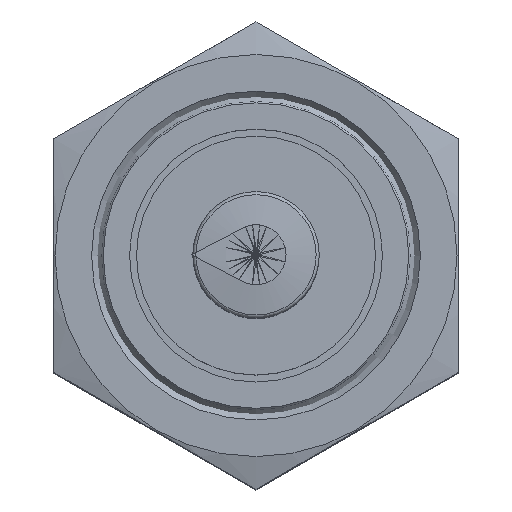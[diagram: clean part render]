
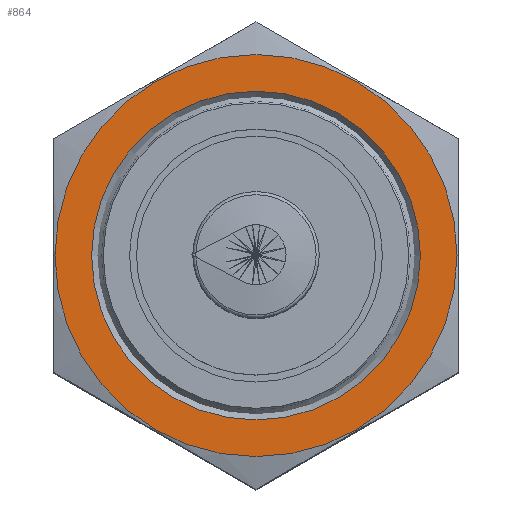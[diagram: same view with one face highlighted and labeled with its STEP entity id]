
A CAD part, top view. The second image highlights one B-rep face of the part: STEP entity #864.
In plain terms, the highlighted face is planar.
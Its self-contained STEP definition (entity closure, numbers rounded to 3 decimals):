
#143=PLANE('',#994);
#339=ORIENTED_EDGE('',*,*,#464,.F.);
#340=ORIENTED_EDGE('',*,*,#465,.T.);
#464=EDGE_CURVE('',#694,#694,#529,.T.);
#465=EDGE_CURVE('',#695,#695,#530,.T.);
#529=CIRCLE('',#995,15.9);
#530=CIRCLE('',#996,13.);
#613=EDGE_LOOP('',(#339));
#614=EDGE_LOOP('',(#340));
#694=VERTEX_POINT('',#1492);
#695=VERTEX_POINT('',#1494);
#794=FACE_BOUND('',#613,.T.);
#795=FACE_BOUND('',#614,.T.);
#864=ADVANCED_FACE('',(#794,#795),#143,.F.);
#994=AXIS2_PLACEMENT_3D('',#1490,#1229,#1230);
#995=AXIS2_PLACEMENT_3D('',#1491,#1231,#1232);
#996=AXIS2_PLACEMENT_3D('',#1493,#1233,#1234);
#1229=DIRECTION('',(1.,0.,0.));
#1230=DIRECTION('',(0.,0.,-1.));
#1231=DIRECTION('',(1.,0.,0.));
#1232=DIRECTION('',(0.,0.,-1.));
#1233=DIRECTION('',(1.,0.,0.));
#1234=DIRECTION('',(0.,0.,-1.));
#1490=CARTESIAN_POINT('',(0.,0.,0.));
#1491=CARTESIAN_POINT('',(0.,0.,0.));
#1492=CARTESIAN_POINT('',(0.,0.,-15.9));
#1493=CARTESIAN_POINT('',(0.,0.,0.));
#1494=CARTESIAN_POINT('',(0.,0.,-13.));
